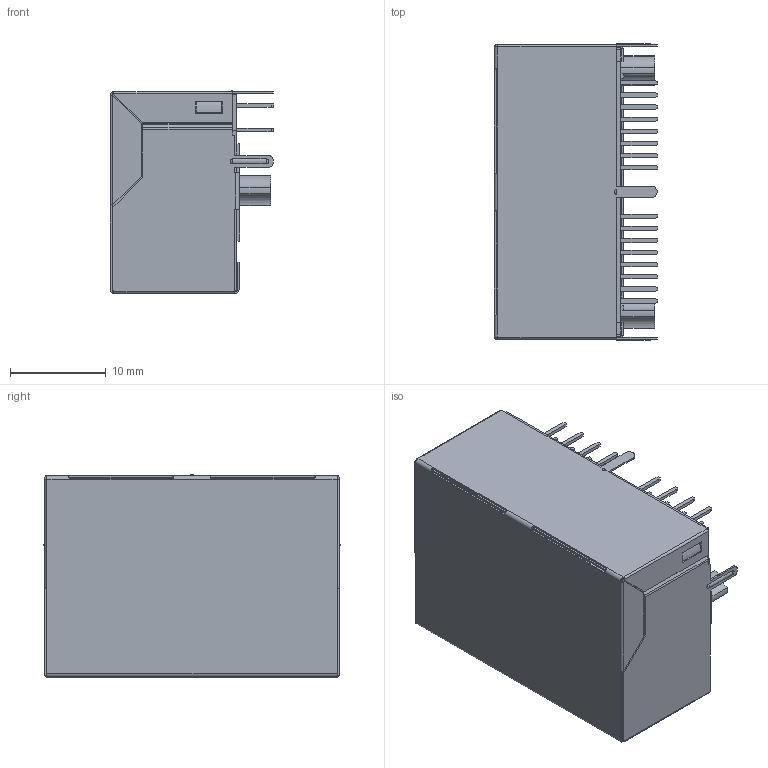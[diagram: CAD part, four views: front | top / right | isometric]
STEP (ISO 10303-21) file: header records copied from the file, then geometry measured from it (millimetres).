
FILE_DESCRIPTION((''),'2;1');
FILE_NAME('DGKYD112B002GWA1D3_ASM','2023-05-05T13:41:51',('Administrator'),(''),'CREO PARAMETRIC BY PTC INC, 2019010','CREO PARAMETRIC BY PTC INC, 2019010','');
FILE_SCHEMA(('CONFIG_CONTROL_DESIGN'));
Products named in the file (1): DGKYD112B002GWA1D3_ASM
Bounding box: 17.15 x 31 x 21.2 mm (x, y, z)
Volume: 3570.9 mm3; surface area: 12158.8 mm2
Topology: 1 solids, 4 shells, 2022 faces, 6114 edges, 3952 vertices
Faces by surface type: plane 1609, cylinder 397, sphere 10, bspline 6
Entity records: 68456 total; most frequent: CARTESIAN_POINT 12431, ORIENTED_EDGE 12220, DIRECTION 11136, EDGE_CURVE 6114, VECTOR 5106, LINE 5106, VERTEX_POINT 3952, AXIS2_PLACEMENT_3D 3015
